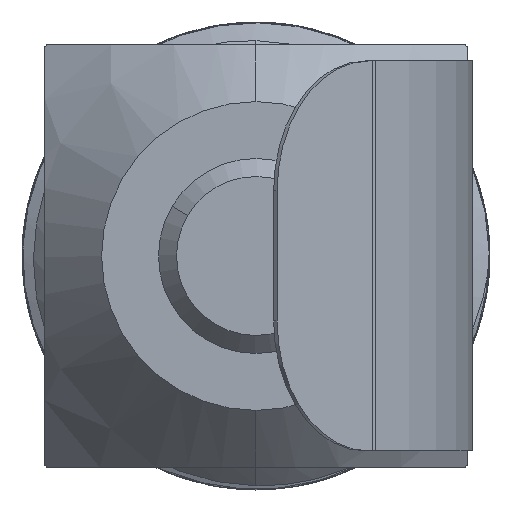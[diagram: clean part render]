
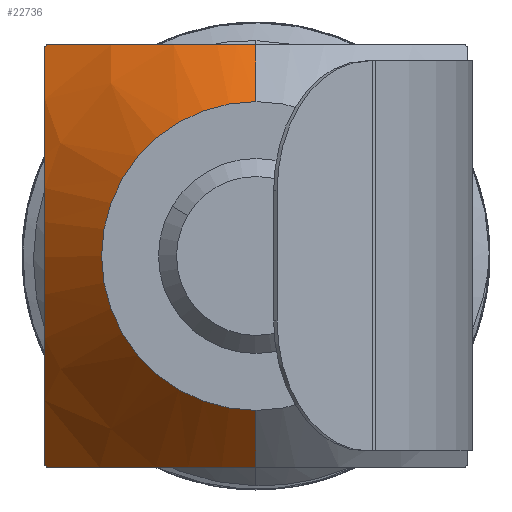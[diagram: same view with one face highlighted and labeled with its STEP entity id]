
A CAD part, front view. The second image highlights one B-rep face of the part: STEP entity #22736.
In plain terms, the highlighted conical face has half-angle 45 degrees and reference radius 9.25 mm.
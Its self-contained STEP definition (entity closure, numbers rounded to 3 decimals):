
#338 = CARTESIAN_POINT ( 'NONE',  ( -6.5, -2.88, -4.456 ) ) ;
#629 = CARTESIAN_POINT ( 'NONE',  ( -6.5, -4.251, -0.584 ) ) ;
#907 = CARTESIAN_POINT ( 'NONE',  ( -6.44, -1.6, -6.5 ) ) ;
#934 = DIRECTION ( 'NONE',  ( 0., -1., 0. ) ) ;
#1213 = CARTESIAN_POINT ( 'NONE',  ( -6.5, -2.261, 5.474 ) ) ;
#1685 = CARTESIAN_POINT ( 'NONE',  ( 0., -4.25, -6.5 ) ) ;
#2993 = CARTESIAN_POINT ( 'NONE',  ( 0., -1.5, 9.25 ) ) ;
#3049 = ORIENTED_EDGE ( 'NONE', *, *, #48171, .F. ) ;
#3294 = CARTESIAN_POINT ( 'NONE',  ( -5.469, -2.265, 6.5 ) ) ;
#3823 = CARTESIAN_POINT ( 'NONE',  ( -6.44, -1.6, -6.5 ) ) ;
#3912 = DIRECTION ( 'NONE',  ( 0., 1., 0. ) ) ;
#5324 = LINE ( 'NONE', #22487, #19539 ) ;
#5738 = CARTESIAN_POINT ( 'NONE',  ( -6.5, -1.939, -5.959 ) ) ;
#5946 = ORIENTED_EDGE ( 'NONE', *, *, #32536, .F. ) ;
#6036 = CARTESIAN_POINT ( 'NONE',  ( -6.5, -2.869, 4.474 ) ) ;
#7308 = ORIENTED_EDGE ( 'NONE', *, *, #28293, .F. ) ;
#7812 = CARTESIAN_POINT ( 'NONE',  ( -0.59, -4.25, 6.5 ) ) ;
#9172 = ORIENTED_EDGE ( 'NONE', *, *, #29005, .T. ) ;
#9374 = B_SPLINE_CURVE_WITH_KNOTS ( 'NONE', 3,
 ( #30602, #27283, #26096, #39920, #58552, #45012, #58257, #54033, #48931, #3823 ),
 .UNSPECIFIED., .F., .F.,
 ( 4, 2, 2, 2, 4 ),
 ( 0.036, 0.038, 0.04, 0.042, 0.043 ),
 .UNSPECIFIED. ) ;
#9806 = ORIENTED_EDGE ( 'NONE', *, *, #17633, .F. ) ;
#9960 = CARTESIAN_POINT ( 'NONE',  ( -6.5, -1.6, 6.44 ) ) ;
#10267 = CARTESIAN_POINT ( 'NONE',  ( 0., -6., 0. ) ) ;
#10393 = VERTEX_POINT ( 'NONE', #36523 ) ;
#10759 = ORIENTED_EDGE ( 'NONE', *, *, #38601, .F. ) ;
#10849 = CARTESIAN_POINT ( 'NONE',  ( -6.5, -4.25, 0.301 ) ) ;
#10859 = DIRECTION ( 'NONE',  ( 0., 0., 1. ) ) ;
#10917 = CIRCLE ( 'NONE', #33946, 4.75 ) ;
#11441 = CARTESIAN_POINT ( 'NONE',  ( -6.5, -1.6, 6.44 ) ) ;
#12917 = CARTESIAN_POINT ( 'NONE',  ( -1.172, -4.169, 6.5 ) ) ;
#14175 = CARTESIAN_POINT ( 'NONE',  ( -6.5, -3.66, -2.871 ) ) ;
#14466 = CARTESIAN_POINT ( 'NONE',  ( -6.5, -3.651, 2.892 ) ) ;
#17633 = EDGE_CURVE ( 'NONE', #55928, #35401, #55290, .T. ) ;
#18267 = VERTEX_POINT ( 'NONE', #41396 ) ;
#18693 = CARTESIAN_POINT ( 'NONE',  ( -6.5, -4.09, 1.477 ) ) ;
#19539 = VECTOR ( 'NONE', #59160, 1000. ) ;
#20285 = VECTOR ( 'NONE', #39682, 1000. ) ;
#21651 = CARTESIAN_POINT ( 'NONE',  ( -2.874, -3.659, 6.5 ) ) ;
#22240 = CARTESIAN_POINT ( 'NONE',  ( -5.959, -1.938, 6.5 ) ) ;
#22264 = DIRECTION ( 'NONE',  ( 0., 0., 1. ) ) ;
#22487 = CARTESIAN_POINT ( 'NONE',  ( 0., -1.5, -9.25 ) ) ;
#22573 = FACE_OUTER_BOUND ( 'NONE', #58525, .T. ) ;
#22736 = ADVANCED_FACE ( 'NONE', ( #22573 ), #48537, .T. ) ;
#23766 = VERTEX_POINT ( 'NONE', #33655 ) ;
#23781 = CARTESIAN_POINT ( 'NONE',  ( -6.5, -3.871, -2.32 ) ) ;
#26096 = CARTESIAN_POINT ( 'NONE',  ( -1.172, -4.169, -6.5 ) ) ;
#27283 = CARTESIAN_POINT ( 'NONE',  ( -0.59, -4.25, -6.5 ) ) ;
#27914 = VERTEX_POINT ( 'NONE', #11441 ) ;
#28293 = EDGE_CURVE ( 'NONE', #49380, #23766, #56178, .T. ) ;
#28883 = CARTESIAN_POINT ( 'NONE',  ( -6.5, -4.17, -1.167 ) ) ;
#29005 = EDGE_CURVE ( 'NONE', #10393, #23766, #59215, .T. ) ;
#30602 = CARTESIAN_POINT ( 'NONE',  ( 0., -4.25, -6.5 ) ) ;
#30661 = CARTESIAN_POINT ( 'NONE',  ( -3.94, -3.164, 6.5 ) ) ;
#31247 = AXIS2_PLACEMENT_3D ( 'NONE', #36383, #3912, #54724 ) ;
#32536 = EDGE_CURVE ( 'NONE', #27914, #49380, #32799, .T. ) ;
#32799 = CIRCLE ( 'NONE', #43364, 9.15 ) ;
#33209 = AXIS2_PLACEMENT_3D ( 'NONE', #54720, #54123, #22264 ) ;
#33655 = CARTESIAN_POINT ( 'NONE',  ( 0., -4.25, 6.5 ) ) ;
#33946 = AXIS2_PLACEMENT_3D ( 'NONE', #10267, #934, #52040 ) ;
#34594 = B_SPLINE_CURVE_WITH_KNOTS ( 'NONE', 3,
 ( #55362, #5738, #52025, #338, #55943, #14175, #23781, #28883, #629, #10849, #37905, #37307, #18693, #47221, #14466, #51136, #6036, #1213, #42118, #9960 ),
 .UNSPECIFIED., .F., .F.,
 ( 4, 2, 2, 2, 2, 2, 2, 2, 2, 4 ),
 ( 0.008, 0.009, 0.011, 0.013, 0.015, 0.016, 0.016, 0.018, 0.02, 0.022 ),
 .UNSPECIFIED. ) ;
#35109 = ORIENTED_EDGE ( 'NONE', *, *, #52888, .F. ) ;
#35401 = VERTEX_POINT ( 'NONE', #49443 ) ;
#35755 = CARTESIAN_POINT ( 'NONE',  ( -4.458, -2.879, 6.5 ) ) ;
#36383 = CARTESIAN_POINT ( 'NONE',  ( 0., -1.5, 0. ) ) ;
#36523 = CARTESIAN_POINT ( 'NONE',  ( 0., -6., 4.75 ) ) ;
#37307 = CARTESIAN_POINT ( 'NONE',  ( -6.5, -4.149, 1.188 ) ) ;
#37905 = CARTESIAN_POINT ( 'NONE',  ( -6.5, -4.229, 0.601 ) ) ;
#38601 = EDGE_CURVE ( 'NONE', #10393, #18267, #10917, .T. ) ;
#39682 = DIRECTION ( 'NONE',  ( 0., 0.707, 0.707 ) ) ;
#39920 = CARTESIAN_POINT ( 'NONE',  ( -2.324, -3.869, -6.5 ) ) ;
#39980 = CARTESIAN_POINT ( 'NONE',  ( -2.324, -3.869, 6.5 ) ) ;
#41396 = CARTESIAN_POINT ( 'NONE',  ( 0., -6., -4.75 ) ) ;
#42118 = CARTESIAN_POINT ( 'NONE',  ( -6.5, -1.937, 5.961 ) ) ;
#43015 = DIRECTION ( 'NONE',  ( 0., 1., 0. ) ) ;
#43364 = AXIS2_PLACEMENT_3D ( 'NONE', #46641, #43015, #10859 ) ;
#44093 = EDGE_CURVE ( 'NONE', #35401, #27914, #34594, .T. ) ;
#45012 = CARTESIAN_POINT ( 'NONE',  ( -3.94, -3.164, -6.5 ) ) ;
#45073 = CARTESIAN_POINT ( 'NONE',  ( 0., -4.25, 6.5 ) ) ;
#46641 = CARTESIAN_POINT ( 'NONE',  ( 0., -1.6, 0. ) ) ;
#47221 = CARTESIAN_POINT ( 'NONE',  ( -6.5, -3.866, 2.333 ) ) ;
#48171 = EDGE_CURVE ( 'NONE', #18267, #49425, #5324, .T. ) ;
#48537 = CONICAL_SURFACE ( 'NONE', #31247, 9.25, 0.785 ) ;
#48931 = CARTESIAN_POINT ( 'NONE',  ( -5.959, -1.938, -6.5 ) ) ;
#49380 = VERTEX_POINT ( 'NONE', #56705 ) ;
#49425 = VERTEX_POINT ( 'NONE', #1685 ) ;
#49443 = CARTESIAN_POINT ( 'NONE',  ( -6.5, -1.6, -6.44 ) ) ;
#51136 = CARTESIAN_POINT ( 'NONE',  ( -6.5, -3.153, 3.961 ) ) ;
#52025 = CARTESIAN_POINT ( 'NONE',  ( -6.5, -2.265, -5.468 ) ) ;
#52040 = DIRECTION ( 'NONE',  ( 0., 0., -1. ) ) ;
#52888 = EDGE_CURVE ( 'NONE', #49425, #55928, #9374, .T. ) ;
#53418 = ORIENTED_EDGE ( 'NONE', *, *, #44093, .F. ) ;
#54033 = CARTESIAN_POINT ( 'NONE',  ( -5.469, -2.265, -6.5 ) ) ;
#54123 = DIRECTION ( 'NONE',  ( 0., 1., 0. ) ) ;
#54720 = CARTESIAN_POINT ( 'NONE',  ( 0., -1.6, 0. ) ) ;
#54724 = DIRECTION ( 'NONE',  ( 0., 0., 1. ) ) ;
#55290 = CIRCLE ( 'NONE', #33209, 9.15 ) ;
#55362 = CARTESIAN_POINT ( 'NONE',  ( -6.5, -1.6, -6.44 ) ) ;
#55928 = VERTEX_POINT ( 'NONE', #907 ) ;
#55943 = CARTESIAN_POINT ( 'NONE',  ( -6.5, -3.165, -3.938 ) ) ;
#56178 = B_SPLINE_CURVE_WITH_KNOTS ( 'NONE', 3,
 ( #58913, #22240, #3294, #35755, #30661, #21651, #39980, #12917, #7812, #45073 ),
 .UNSPECIFIED., .F., .F.,
 ( 4, 2, 2, 2, 4 ),
 ( 0.008, 0.009, 0.011, 0.013, 0.015 ),
 .UNSPECIFIED. ) ;
#56705 = CARTESIAN_POINT ( 'NONE',  ( -6.44, -1.6, 6.5 ) ) ;
#58257 = CARTESIAN_POINT ( 'NONE',  ( -4.458, -2.879, -6.5 ) ) ;
#58525 = EDGE_LOOP ( 'NONE', ( #3049, #10759, #9172, #7308, #5946, #53418, #9806, #35109 ) ) ;
#58552 = CARTESIAN_POINT ( 'NONE',  ( -2.874, -3.659, -6.5 ) ) ;
#58913 = CARTESIAN_POINT ( 'NONE',  ( -6.44, -1.6, 6.5 ) ) ;
#59160 = DIRECTION ( 'NONE',  ( 0., 0.707, -0.707 ) ) ;
#59215 = LINE ( 'NONE', #2993, #20285 ) ;
